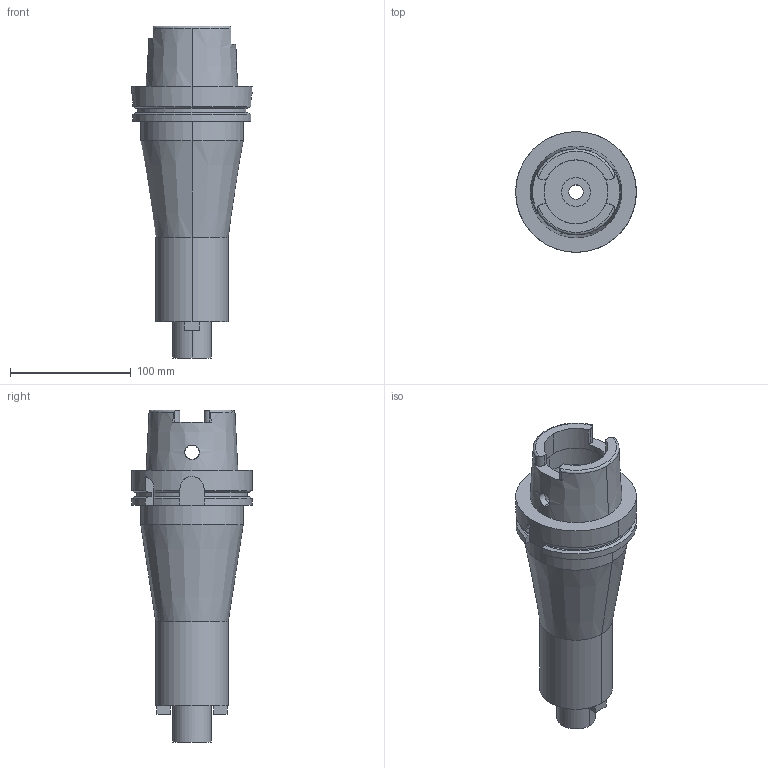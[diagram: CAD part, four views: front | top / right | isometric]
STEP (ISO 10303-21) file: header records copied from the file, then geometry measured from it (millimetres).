
FILE_DESCRIPTION((''),'2;1');
FILE_NAME('HSK-A100-FMA31_75-195','2017-11-16T',('ykawabe'),(''),'CREO PARAMETRIC BY PTC INC, 2016380','CREO PARAMETRIC BY PTC INC, 2016380','');
FILE_SCHEMA(('AUTOMOTIVE_DESIGN { 1 0 10303 214 1 1 1 1 }'));
Length unit declared in the file: millimetre
Products named in the file (1): HSK-A100-FMA31_75-195
Bounding box: 100 x 100 x 275 mm (x, y, z)
Volume: 873520.8 mm3; surface area: 94682 mm2
Topology: 1 solids, 1 shells, 108 faces, 294 edges, 195 vertices
Faces by surface type: plane 46, cylinder 46, cone 12, torus 4
Entity records: 4717 total; most frequent: CARTESIAN_POINT 889, DIRECTION 597, ORIENTED_EDGE 588, PRESENTATION_STYLE_ASSIGNMENT 299, STYLED_ITEM 299, CURVE_STYLE 298, EDGE_CURVE 294, AXIS2_PLACEMENT_3D 230
